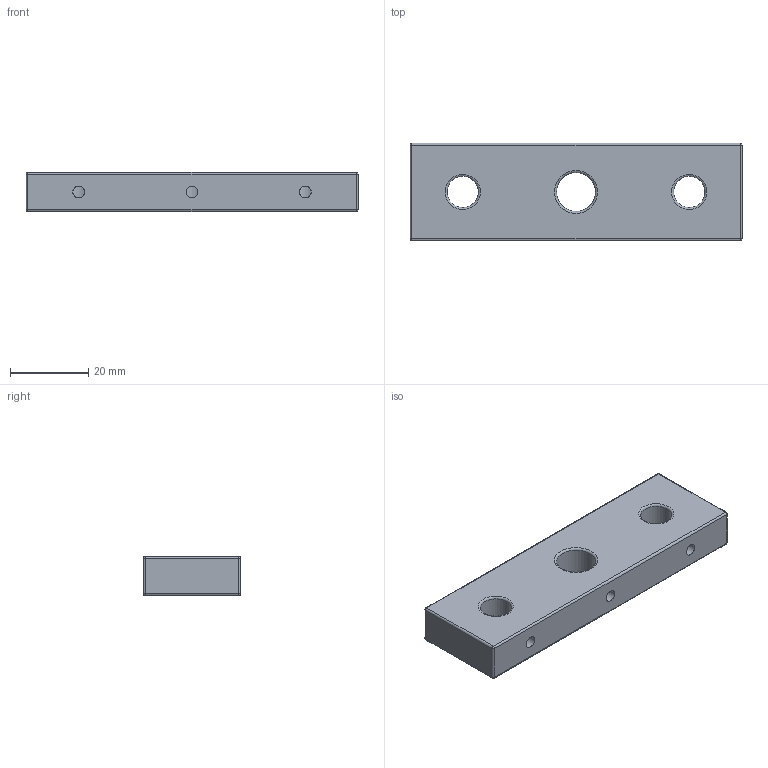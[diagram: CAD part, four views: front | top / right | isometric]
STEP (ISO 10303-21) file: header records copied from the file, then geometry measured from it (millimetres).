
FILE_DESCRIPTION(('FreeCAD Model'),'2;1');
FILE_NAME('Butée Haut:Bas.step', '2020-01-19T19:54:16',(''),(''),'Open CASCADE STEP processor 7.2', 'FreeCAD','Unknown');
FILE_SCHEMA(('AUTOMOTIVE_DESIGN { 1 0 10303 214 1 1 1 1 }'));
Length unit declared in the file: millimetre
Products named in the file (1): Butée_Haut/Bas
Bounding box: 85 x 25 x 10 mm (x, y, z)
Volume: 19250.1 mm3; surface area: 6962.9 mm2
Topology: 1 solids, 1 shells, 38 faces, 86 edges, 42 vertices
Faces by surface type: cylinder 18, sphere 8, plane 6, torus 6
Full cylindrical faces by diameter (mm): 3 x3, 8 x2, 10 x1
Entity records: 3117 total; most frequent: CARTESIAN_POINT 1422, DIRECTION 342, LINE 171, VECTOR 171, ORIENTED_EDGE 156, PCURVE 156, DEFINITIONAL_REPRESENTATION 156, AXIS2_PLACEMENT_3D 84
